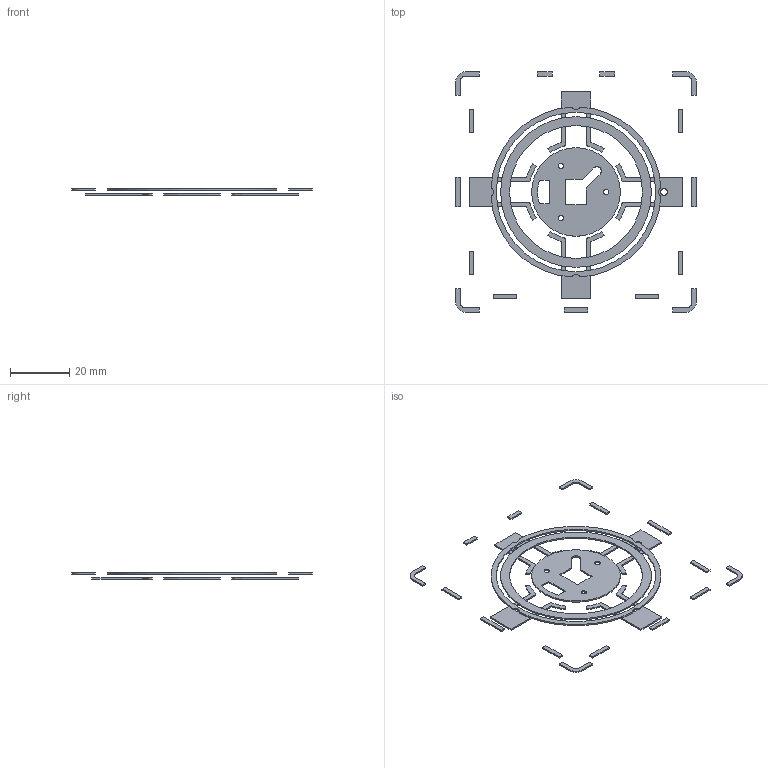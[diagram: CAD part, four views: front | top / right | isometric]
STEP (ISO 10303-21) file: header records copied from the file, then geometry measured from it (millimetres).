
FILE_DESCRIPTION(/* description */ (''),/* implementation_level */ '2;1');
FILE_NAME(/* name */ 'KeepOutsv183.step',/* time_stamp */ '2022-03-14T17:23:31-07:00',/* author */ (''),/* organization */ (''),/* preprocessor_version */ 'ST-DEVELOPER v18.1',/* originating_system */ 'Autodesk Translation Framework v10.13.0.1454',/* authorisation */ '');
FILE_SCHEMA (('AUTOMOTIVE_DESIGN { 1 0 10303 214 3 1 1 }'));
Length unit declared in the file: millimetre
Products named in the file (1): KeepOuts
Bounding box: 81.4 x 81.4 x 2.2 mm (x, y, z)
Volume: 1041.8 mm3; surface area: 4952.9 mm2
Topology: 22 solids, 22 shells, 203 faces, 477 edges, 318 vertices
Faces by surface type: plane 153, cylinder 50
Full cylindrical faces by diameter (mm): 1.8 x3, 2.2 x1, 30 x1, 45 x1, 51 x1, 54 x1
Entity records: 5835 total; most frequent: CARTESIAN_POINT 999, DIRECTION 985, ORIENTED_EDGE 954, EDGE_CURVE 477, LINE 377, VECTOR 377, VERTEX_POINT 318, AXIS2_PLACEMENT_3D 304
